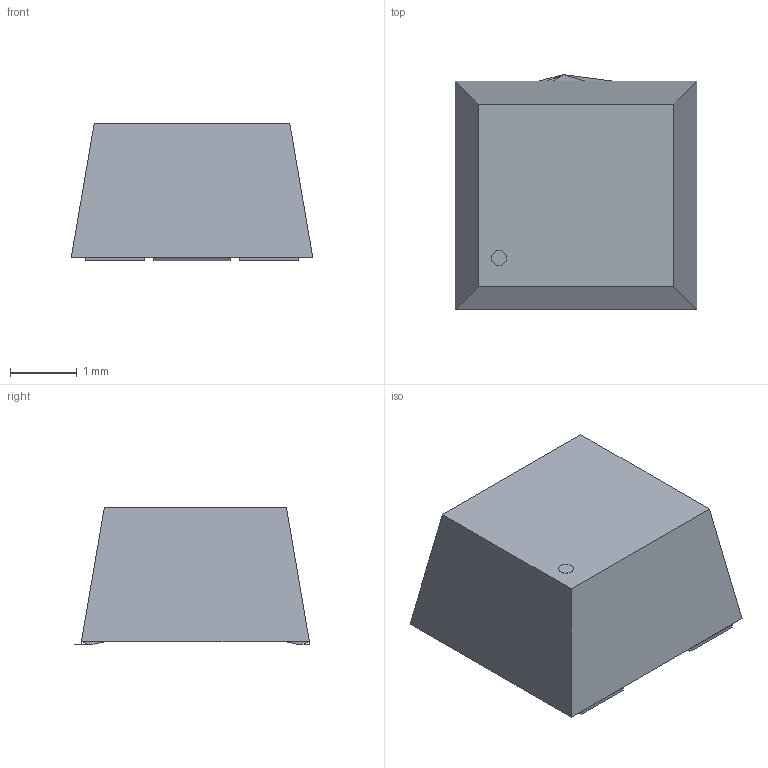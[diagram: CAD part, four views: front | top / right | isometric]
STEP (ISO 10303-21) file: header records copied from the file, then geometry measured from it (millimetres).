
FILE_DESCRIPTION(('STEP AP214'),'1');
FILE_NAME('RES_C01R00','2025-03-02T05:40:00',(''),(''),'','','');
FILE_SCHEMA(('AUTOMOTIVE_DESIGN'));
Length unit declared in the file: millimetre
Products named in the file (1): product
Bounding box: 3.61 x 3.5 x 2.06 mm (x, y, z)
Volume: 20.2 mm3; surface area: 48.8 mm2
Topology: 5 solids, 5 shells, 38 faces, 61 edges, 34 vertices
Faces by surface type: plane 37, cylinder 1
Full cylindrical faces by diameter (mm): 0.227 x1
Entity records: 995 total; most frequent: ORIENTED_EDGE 152, DIRECTION 139, CARTESIAN_POINT 81, EDGE_CURVE 59, LINE 57, VECTOR 57, AXIS2_PLACEMENT_3D 41, VERTEX_POINT 40
